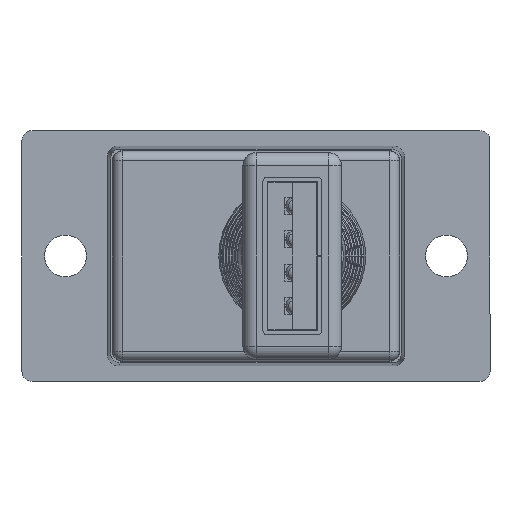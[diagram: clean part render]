
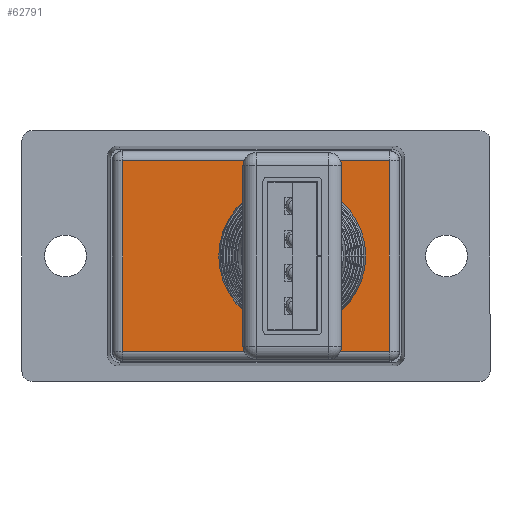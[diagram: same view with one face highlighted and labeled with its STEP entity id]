
A CAD part, left-side view. The second image highlights one B-rep face of the part: STEP entity #62791.
In plain terms, the highlighted face is planar.
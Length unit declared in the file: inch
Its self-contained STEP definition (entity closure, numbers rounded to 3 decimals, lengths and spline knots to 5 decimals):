
#4929 = AXIS2_PLACEMENT_3D ( 'NONE', #30000, #29998, #30003 ) ;
#12994 = EDGE_CURVE ( 'NONE', #36126, #26684, #66851, .T. ) ;
#12995 = EDGE_CURVE ( 'NONE', #26684, #36156, #66841, .T. ) ;
#12996 = EDGE_CURVE ( 'NONE', #36156, #35961, #66860, .T. ) ;
#12997 = EDGE_CURVE ( 'NONE', #35961, #36126, #66864, .T. ) ;
#12998 = EDGE_CURVE ( 'NONE', #36087, #26657, #66868, .T. ) ;
#12999 = EDGE_CURVE ( 'NONE', #36229, #36087, #66855, .T. ) ;
#13000 = EDGE_CURVE ( 'NONE', #36248, #36229, #66873, .T. ) ;
#13001 = EDGE_CURVE ( 'NONE', #26591, #36248, #66875, .T. ) ;
#13002 = EDGE_CURVE ( 'NONE', #36186, #26591, #66879, .T. ) ;
#13003 = EDGE_CURVE ( 'NONE', #26592, #36186, #66881, .T. ) ;
#13004 = EDGE_CURVE ( 'NONE', #26573, #26592, #66886, .T. ) ;
#13005 = EDGE_CURVE ( 'NONE', #26657, #26573, #66887, .T. ) ;
#18575 = ORIENTED_EDGE ( 'NONE', *, *, #12994, .T. ) ;
#18577 = ORIENTED_EDGE ( 'NONE', *, *, #12995, .T. ) ;
#18579 = ORIENTED_EDGE ( 'NONE', *, *, #12996, .T. ) ;
#18581 = ORIENTED_EDGE ( 'NONE', *, *, #12997, .T. ) ;
#18583 = ORIENTED_EDGE ( 'NONE', *, *, #12998, .F. ) ;
#18585 = ORIENTED_EDGE ( 'NONE', *, *, #12999, .F. ) ;
#18586 = ORIENTED_EDGE ( 'NONE', *, *, #13000, .F. ) ;
#18588 = ORIENTED_EDGE ( 'NONE', *, *, #13001, .F. ) ;
#18589 = ORIENTED_EDGE ( 'NONE', *, *, #13002, .F. ) ;
#18591 = ORIENTED_EDGE ( 'NONE', *, *, #13003, .F. ) ;
#18593 = ORIENTED_EDGE ( 'NONE', *, *, #13004, .F. ) ;
#18595 = ORIENTED_EDGE ( 'NONE', *, *, #13005, .F. ) ;
#24617 = FACE_BOUND ( 'NONE', #75211, .T. ) ;
#24637 = FACE_OUTER_BOUND ( 'NONE', #76064, .T. ) ;
#26573 = VERTEX_POINT ( 'NONE', #54818 ) ;
#26591 = VERTEX_POINT ( 'NONE', #54831 ) ;
#26592 = VERTEX_POINT ( 'NONE', #54823 ) ;
#26657 = VERTEX_POINT ( 'NONE', #54845 ) ;
#26684 = VERTEX_POINT ( 'NONE', #54847 ) ;
#29998 = DIRECTION ( 'NONE',  ( 0., 0., -1. ) ) ;
#30000 = CARTESIAN_POINT ( 'NONE',  ( -0.315, 0.43, -0.07 ) ) ;
#30001 = PLANE ( 'NONE',  #4929 ) ;
#30003 = DIRECTION ( 'NONE',  ( -1., 0., 0. ) ) ;
#35961 = VERTEX_POINT ( 'NONE', #58875 ) ;
#36087 = VERTEX_POINT ( 'NONE', #59220 ) ;
#36126 = VERTEX_POINT ( 'NONE', #59299 ) ;
#36156 = VERTEX_POINT ( 'NONE', #59333 ) ;
#36186 = VERTEX_POINT ( 'NONE', #59372 ) ;
#36229 = VERTEX_POINT ( 'NONE', #59421 ) ;
#36248 = VERTEX_POINT ( 'NONE', #59445 ) ;
#43219 = AXIS2_PLACEMENT_3D ( 'NONE', #57137, #57139, #57141 ) ;
#43221 = AXIS2_PLACEMENT_3D ( 'NONE', #57149, #57151, #57153 ) ;
#43224 = AXIS2_PLACEMENT_3D ( 'NONE', #57161, #57163, #57165 ) ;
#43226 = AXIS2_PLACEMENT_3D ( 'NONE', #57175, #57177, #57179 ) ;
#54818 = CARTESIAN_POINT ( 'NONE',  ( 0.14122, -0.222, -0.07 ) ) ;
#54823 = CARTESIAN_POINT ( 'NONE',  ( 0.09, -0.27322, -0.07 ) ) ;
#54831 = CARTESIAN_POINT ( 'NONE',  ( -0.14122, -0.222, -0.07 ) ) ;
#54845 = CARTESIAN_POINT ( 'NONE',  ( 0.14122, 0.005, -0.07 ) ) ;
#54847 = CARTESIAN_POINT ( 'NONE',  ( -0.2843, 0.3993, -0.07 ) ) ;
#57090 = CARTESIAN_POINT ( 'NONE',  ( 0.31378, 0.3993, -0.07 ) ) ;
#57115 = CARTESIAN_POINT ( 'NONE',  ( -0.2843, 0.42878, -0.07 ) ) ;
#57116 = DIRECTION ( 'NONE',  ( 1., 0., 0. ) ) ;
#57118 = DIRECTION ( 'NONE',  ( 0., 1., 0. ) ) ;
#57120 = DIRECTION ( 'NONE',  ( 1., 0., 0. ) ) ;
#57124 = CARTESIAN_POINT ( 'NONE',  ( 0.2843, 0.43, -0.07 ) ) ;
#57126 = DIRECTION ( 'NONE',  ( 0., -1., 0. ) ) ;
#57128 = CARTESIAN_POINT ( 'NONE',  ( -0.315, -0.3993, -0.07 ) ) ;
#57131 = DIRECTION ( 'NONE',  ( -1., 0., 0. ) ) ;
#57135 = CARTESIAN_POINT ( 'NONE',  ( -0.315, 0.05622, -0.07 ) ) ;
#57137 = CARTESIAN_POINT ( 'NONE',  ( 0.09, 0.005, -0.07 ) ) ;
#57139 = DIRECTION ( 'NONE',  ( 0., 0., -1. ) ) ;
#57141 = DIRECTION ( 'NONE',  ( -1., 0., 0. ) ) ;
#57143 = DIRECTION ( 'NONE',  ( 0., 1., 0. ) ) ;
#57147 = CARTESIAN_POINT ( 'NONE',  ( -0.14122, 0.43, -0.07 ) ) ;
#57149 = CARTESIAN_POINT ( 'NONE',  ( -0.09, 0.005, -0.07 ) ) ;
#57151 = DIRECTION ( 'NONE',  ( 0., 0., -1. ) ) ;
#57153 = DIRECTION ( 'NONE',  ( -1., 0., 0. ) ) ;
#57155 = DIRECTION ( 'NONE',  ( -1., 0., 0. ) ) ;
#57159 = CARTESIAN_POINT ( 'NONE',  ( -0.315, -0.27322, -0.07 ) ) ;
#57161 = CARTESIAN_POINT ( 'NONE',  ( -0.09, -0.222, -0.07 ) ) ;
#57163 = DIRECTION ( 'NONE',  ( 0., 0., -1. ) ) ;
#57165 = DIRECTION ( 'NONE',  ( -1., 0., 0. ) ) ;
#57167 = DIRECTION ( 'NONE',  ( 0., -1., 0. ) ) ;
#57173 = CARTESIAN_POINT ( 'NONE',  ( 0.14122, 0.43, -0.07 ) ) ;
#57175 = CARTESIAN_POINT ( 'NONE',  ( 0.09, -0.222, -0.07 ) ) ;
#57177 = DIRECTION ( 'NONE',  ( 0., 0., -1. ) ) ;
#57179 = DIRECTION ( 'NONE',  ( -1., 0., 0. ) ) ;
#58875 = CARTESIAN_POINT ( 'NONE',  ( 0.2843, -0.3993, -0.07 ) ) ;
#59220 = CARTESIAN_POINT ( 'NONE',  ( 0.09, 0.05622, -0.07 ) ) ;
#59299 = CARTESIAN_POINT ( 'NONE',  ( -0.2843, -0.3993, -0.07 ) ) ;
#59333 = CARTESIAN_POINT ( 'NONE',  ( 0.2843, 0.3993, -0.07 ) ) ;
#59372 = CARTESIAN_POINT ( 'NONE',  ( -0.09, -0.27322, -0.07 ) ) ;
#59421 = CARTESIAN_POINT ( 'NONE',  ( -0.09, 0.05622, -0.07 ) ) ;
#59445 = CARTESIAN_POINT ( 'NONE',  ( -0.14122, 0.005, -0.07 ) ) ;
#62791 = ADVANCED_FACE ( 'NONE', ( #24637, #24617 ), #30001, .T. ) ;
#66841 = LINE ( 'NONE', #57090, #66862 ) ;
#66851 = LINE ( 'NONE', #57115, #66858 ) ;
#66855 = LINE ( 'NONE', #57135, #66877 ) ;
#66858 = VECTOR ( 'NONE', #57118, 39.37008 ) ;
#66860 = LINE ( 'NONE', #57124, #66866 ) ;
#66862 = VECTOR ( 'NONE', #57120, 39.37008 ) ;
#66864 = LINE ( 'NONE', #57128, #66871 ) ;
#66866 = VECTOR ( 'NONE', #57126, 39.37008 ) ;
#66868 = CIRCLE ( 'NONE', #43219, 0.05122 ) ;
#66871 = VECTOR ( 'NONE', #57131, 39.37008 ) ;
#66873 = CIRCLE ( 'NONE', #43221, 0.05122 ) ;
#66875 = LINE ( 'NONE', #57147, #66884 ) ;
#66877 = VECTOR ( 'NONE', #57116, 39.37008 ) ;
#66879 = CIRCLE ( 'NONE', #43224, 0.05122 ) ;
#66881 = LINE ( 'NONE', #57159, #66889 ) ;
#66884 = VECTOR ( 'NONE', #57143, 39.37008 ) ;
#66886 = CIRCLE ( 'NONE', #43226, 0.05122 ) ;
#66887 = LINE ( 'NONE', #57173, #66894 ) ;
#66889 = VECTOR ( 'NONE', #57155, 39.37008 ) ;
#66894 = VECTOR ( 'NONE', #57167, 39.37008 ) ;
#75211 = EDGE_LOOP ( 'NONE', ( #18583, #18585, #18586, #18588, #18589, #18591, #18593, #18595 ) ) ;
#76064 = EDGE_LOOP ( 'NONE', ( #18575, #18577, #18579, #18581 ) ) ;
